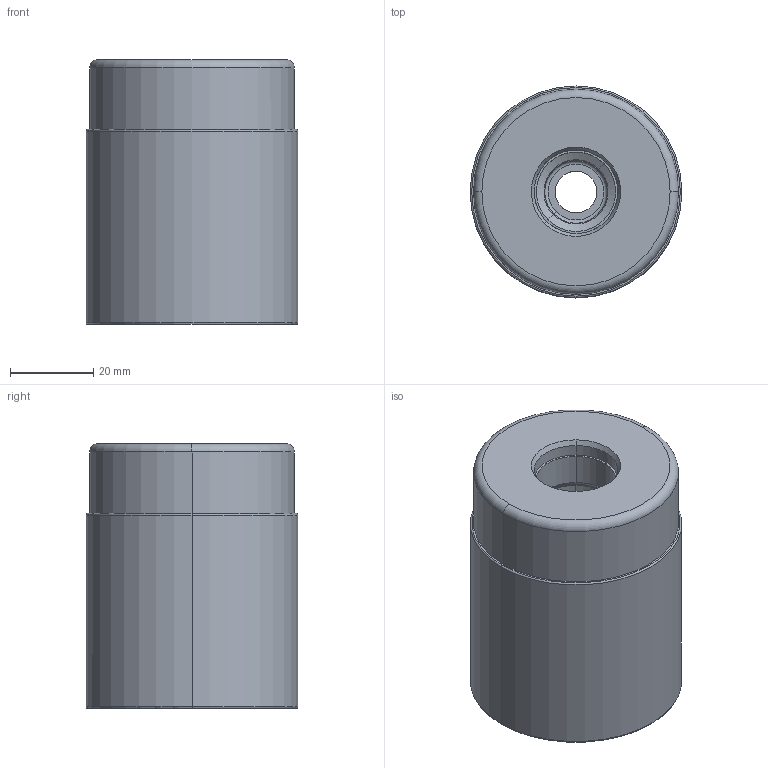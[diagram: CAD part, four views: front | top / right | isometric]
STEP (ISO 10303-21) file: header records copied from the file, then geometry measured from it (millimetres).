
FILE_DESCRIPTION(/* description */ (''),/* implementation_level */ '2;1');
FILE_NAME(/* name */ 'APX3KUR2_0004AA18A20_IR0_016.stp',/* time_stamp */ '2021-09-08T11:44:35+09:00',/* author */ (''),/* organization */ (''),/* preprocessor_version */ 'ST-DEVELOPER v16',/* originating_system */ 'SIEMENS PLM Software NX 10.0',/* authorisation */ '');
FILE_SCHEMA (('AUTOMOTIVE_DESIGN { 1 0 10303 214 3 1 1 1 }'));
Length unit declared in the file: millimetre
Products named in the file (1): APX3KUR2_0004AA18A20_IR0_016_ASM
Bounding box: 50.8 x 50.8 x 63.5 mm (x, y, z)
Volume: 146764.1 mm3; surface area: 31007.6 mm2
Topology: 2 solids, 2 shells, 145 faces, 386 edges, 283 vertices
Faces by surface type: torus 62, cone 38, cylinder 26, plane 11, revolution 8
Entity records: 5032 total; most frequent: CARTESIAN_POINT 993, DIRECTION 980, ORIENTED_EDGE 716, AXIS2_PLACEMENT_3D 450, EDGE_CURVE 358, CIRCLE 302, VERTEX_POINT 224, EDGE_LOOP 156
